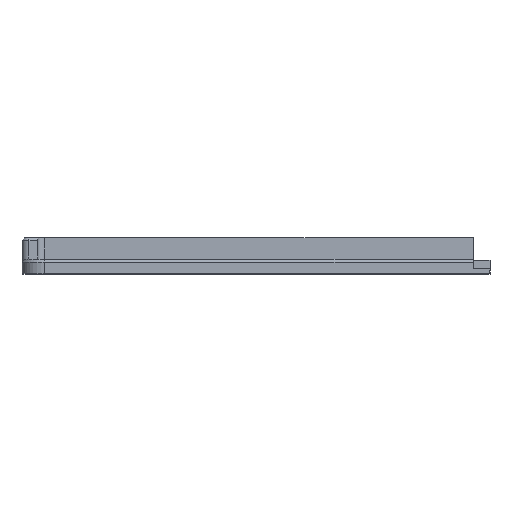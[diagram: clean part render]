
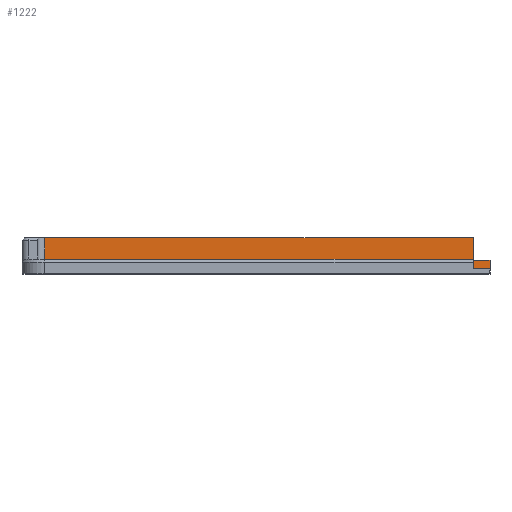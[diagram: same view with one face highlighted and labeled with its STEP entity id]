
A CAD part, top view. The second image highlights one B-rep face of the part: STEP entity #1222.
In plain terms, the highlighted planar face has unit normal (0, 0, 1).
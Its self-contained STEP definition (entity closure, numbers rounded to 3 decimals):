
#157=FACE_OUTER_BOUND('',#228,.T.);
#228=EDGE_LOOP('',(#988,#989,#990,#991,#992,#993));
#304=LINE('',#1837,#425);
#307=LINE('',#1844,#428);
#310=LINE('',#1860,#431);
#342=LINE('',#1981,#463);
#343=LINE('',#1984,#464);
#344=LINE('',#1985,#465);
#425=VECTOR('',#1468,10.);
#428=VECTOR('',#1475,10.);
#431=VECTOR('',#1494,10.);
#463=VECTOR('',#1632,10.);
#464=VECTOR('',#1635,10.);
#465=VECTOR('',#1636,10.);
#542=VERTEX_POINT('',#1834);
#543=VERTEX_POINT('',#1836);
#545=VERTEX_POINT('',#1842);
#550=VERTEX_POINT('',#1859);
#586=VERTEX_POINT('',#1979);
#587=VERTEX_POINT('',#1983);
#669=EDGE_CURVE('',#543,#542,#304,.T.);
#673=EDGE_CURVE('',#545,#542,#307,.T.);
#679=EDGE_CURVE('',#543,#550,#310,.T.);
#738=EDGE_CURVE('',#586,#550,#342,.T.);
#739=EDGE_CURVE('',#587,#586,#343,.T.);
#740=EDGE_CURVE('',#587,#545,#344,.T.);
#988=ORIENTED_EDGE('',*,*,#739,.T.);
#989=ORIENTED_EDGE('',*,*,#738,.T.);
#990=ORIENTED_EDGE('',*,*,#679,.F.);
#991=ORIENTED_EDGE('',*,*,#669,.T.);
#992=ORIENTED_EDGE('',*,*,#673,.F.);
#993=ORIENTED_EDGE('',*,*,#740,.F.);
#1159=PLANE('',#1345);
#1222=ADVANCED_FACE('',(#157),#1159,.T.);
#1345=AXIS2_PLACEMENT_3D('',#1982,#1633,#1634);
#1468=DIRECTION('',(0.,1.,0.));
#1475=DIRECTION('',(1.,0.,0.));
#1494=DIRECTION('',(1.,0.,0.));
#1632=DIRECTION('',(0.,1.,0.));
#1633=DIRECTION('center_axis',(0.,0.,1.));
#1634=DIRECTION('ref_axis',(1.,0.,0.));
#1635=DIRECTION('',(1.,0.,0.));
#1636=DIRECTION('',(0.,1.,0.));
#1834=CARTESIAN_POINT('',(157.39,14.6,-158.352));
#1836=CARTESIAN_POINT('',(157.39,6.6,-158.352));
#1837=CARTESIAN_POINT('',(157.39,6.6,-158.352));
#1842=CARTESIAN_POINT('',(3.729,14.6,-158.352));
#1844=CARTESIAN_POINT('',(40.119,14.6,-158.352));
#1859=CARTESIAN_POINT('',(163.39,6.6,-158.352));
#1860=CARTESIAN_POINT('',(41.619,6.6,-158.352));
#1979=CARTESIAN_POINT('',(163.39,1.6,-158.352));
#1981=CARTESIAN_POINT('',(163.39,1.6,-158.352));
#1982=CARTESIAN_POINT('Origin',(3.729,1.6,-158.352));
#1983=CARTESIAN_POINT('',(3.729,1.6,-158.352));
#1984=CARTESIAN_POINT('',(3.729,1.6,-158.352));
#1985=CARTESIAN_POINT('',(3.729,1.6,-158.352));
